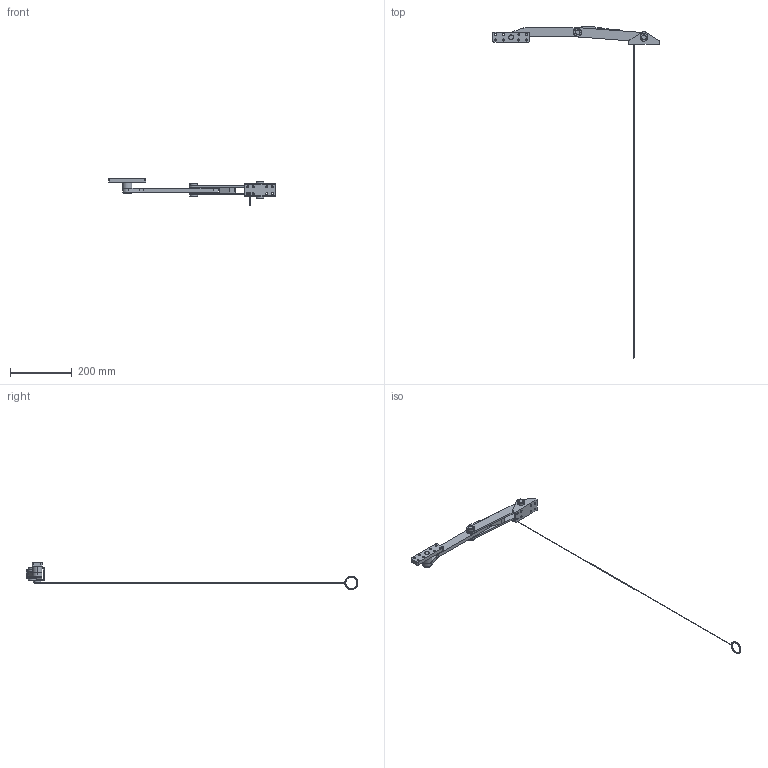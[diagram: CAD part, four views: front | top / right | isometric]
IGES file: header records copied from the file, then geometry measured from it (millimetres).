
Start section: SolidWorks IGES file using analytic representation for surfaces
Global section: file name: B-1456-W-2-L.IGS; native system: SolidWorks 2021; preprocessor: SolidWorks 2021; author: 1300nh; date: 220621.145233; units: millimetre
Bounding box: 539.39 x 1073.42 x 87.33 mm (x, y, z)
Surface area: 137777.9 mm2 (no closed solid volume)
Topology: 0 solids, 0 shells, 227 faces, 4834 edges, 4834 vertices
Faces by surface type: revolution 132, bspline 95
